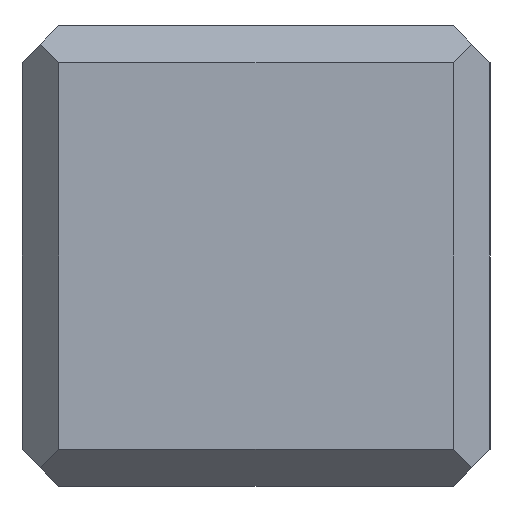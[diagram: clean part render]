
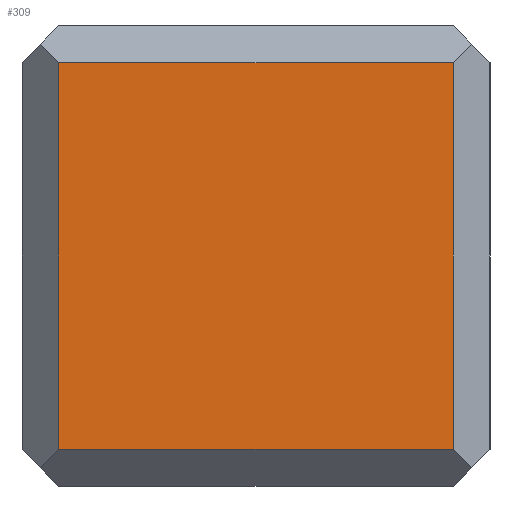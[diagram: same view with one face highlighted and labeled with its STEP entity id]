
A CAD part, left-side view. The second image highlights one B-rep face of the part: STEP entity #309.
In plain terms, the highlighted planar face has unit normal (-1, 0, 0).
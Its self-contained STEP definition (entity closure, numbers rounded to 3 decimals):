
#173=VERTEX_POINT('',#487);
#233=EDGE_CURVE('',#247,#243,#556,.T.);
#243=VERTEX_POINT('',#566);
#247=VERTEX_POINT('',#570);
#309=ADVANCED_FACE('',(#640),#641,.T.);
#367=EDGE_CURVE('',#433,#243,#704,.T.);
#393=EDGE_CURVE('',#247,#173,#733,.T.);
#433=VERTEX_POINT('',#778);
#447=EDGE_CURVE('',#173,#433,#793,.T.);
#487=CARTESIAN_POINT('',(-22.75,10.7,23.0));
#556=LINE('',#921,#922);
#566=CARTESIAN_POINT('',(-22.75,-10.7,2.0));
#570=CARTESIAN_POINT('',(-22.75,-10.7,23.0));
#640=FACE_OUTER_BOUND('',#1039,.T.);
#641=PLANE('',#1040);
#704=LINE('',#1121,#1122);
#733=LINE('',#1163,#1164);
#778=CARTESIAN_POINT('',(-22.75,10.7,2.0));
#793=LINE('',#1243,#1244);
#921=CARTESIAN_POINT('',(-22.75,-10.7,25.0));
#922=VECTOR('',#1355,1.0);
#1039=EDGE_LOOP('',(#1439,#1440,#1441,#1442));
#1040=AXIS2_PLACEMENT_3D('',#1443,#1444,#1445);
#1121=CARTESIAN_POINT('',(-22.75,-1.,2.0));
#1122=VECTOR('',#1503,1.0);
#1163=CARTESIAN_POINT('',(-22.75,-1.,23.));
#1164=VECTOR('',#1543,1.0);
#1243=CARTESIAN_POINT('',(-22.75,10.7,25.0));
#1244=VECTOR('',#1619,1.0);
#1355=DIRECTION('',(0.0,0.0,-1.0));
#1439=ORIENTED_EDGE('',*,*,#367,.T.);
#1440=ORIENTED_EDGE('',*,*,#233,.F.);
#1441=ORIENTED_EDGE('',*,*,#393,.T.);
#1442=ORIENTED_EDGE('',*,*,#447,.T.);
#1443=CARTESIAN_POINT('',(-22.75,10.7,25.0));
#1444=DIRECTION('',(-1.0,0.0,0.0));
#1445=DIRECTION('',(0.0,0.0,1.0));
#1503=DIRECTION('',(0.0,-1.0,0.0));
#1543=DIRECTION('',(0.0,1.0,0.0));
#1619=DIRECTION('',(0.0,0.0,-1.0));
